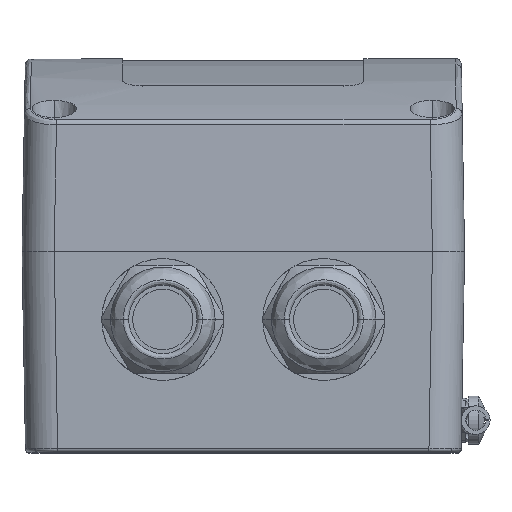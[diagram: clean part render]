
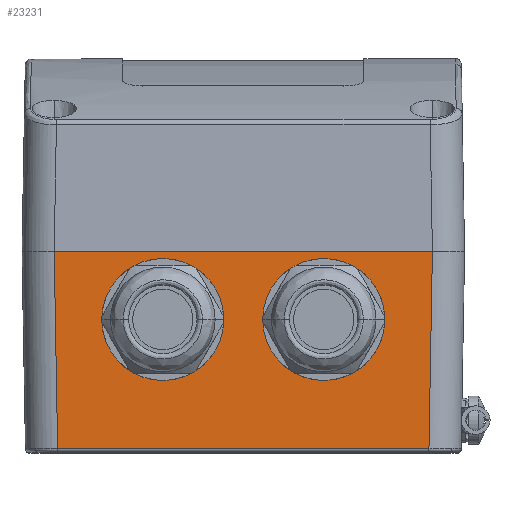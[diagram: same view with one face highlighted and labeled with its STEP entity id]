
A CAD part, top view. The second image highlights one B-rep face of the part: STEP entity #23231.
In plain terms, the highlighted planar face has unit normal (0, -0.018, 1).
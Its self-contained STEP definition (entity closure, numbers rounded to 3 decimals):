
#256 = CARTESIAN_POINT ( 'NONE',  ( -34.6, -17., 74.703 ) ) ;
#658 = VECTOR ( 'NONE', #2392, 1000. ) ;
#699 = EDGE_CURVE ( 'NONE', #24913, #20973, #22260, .T. ) ;
#885 = CARTESIAN_POINT ( 'NONE',  ( -18.377, -31.509, 74.45 ) ) ;
#1129 =( BOUNDED_CURVE ( )  B_SPLINE_CURVE ( 3, ( #20059, #21937, #21590, #23472 ),
 .UNSPECIFIED., .F., .T. ) 
 B_SPLINE_CURVE_WITH_KNOTS ( ( 4, 4 ),
 ( 3.253, 4.712 ),
 .UNSPECIFIED. ) 
 CURVE ( )  GEOMETRIC_REPRESENTATION_ITEM ( )  RATIONAL_B_SPLINE_CURVE ( ( 1., 0.83, 0.83, 1. ) ) 
 REPRESENTATION_ITEM ( '' )  );
#1433 =( BOUNDED_CURVE ( )  B_SPLINE_CURVE ( 3, ( #6482, #22417, #10376, #12504 ),
 .UNSPECIFIED., .F., .T. ) 
 B_SPLINE_CURVE_WITH_KNOTS ( ( 4, 4 ),
 ( 4.712, 7.854 ),
 .UNSPECIFIED. ) 
 CURVE ( )  GEOMETRIC_REPRESENTATION_ITEM ( )  RATIONAL_B_SPLINE_CURVE ( ( 1., 0.333, 0.333, 1. ) ) 
 REPRESENTATION_ITEM ( '' )  );
#1601 = ORIENTED_EDGE ( 'NONE', *, *, #6834, .F. ) ;
#1752 = VERTEX_POINT ( 'NONE', #15964 ) ;
#1822 = ORIENTED_EDGE ( 'NONE', *, *, #11397, .T. ) ;
#1850 = CARTESIAN_POINT ( 'NONE',  ( 46.146, -49.017, 74.144 ) ) ;
#1906 = CARTESIAN_POINT ( 'NONE',  ( -47.001, 0., 75. ) ) ;
#1912 = CARTESIAN_POINT ( 'NONE',  ( 46.146, -49.017, 74.144 ) ) ;
#1958 = ORIENTED_EDGE ( 'NONE', *, *, #18531, .T. ) ;
#2173 = CARTESIAN_POINT ( 'NONE',  ( 20., -31.509, 74.45 ) ) ;
#2392 = DIRECTION ( 'NONE',  ( -1., 0., 0. ) ) ;
#2674 = ORIENTED_EDGE ( 'NONE', *, *, #699, .F. ) ;
#3098 = CARTESIAN_POINT ( 'NONE',  ( -34.6, -17., 74.703 ) ) ;
#3491 = VERTEX_POINT ( 'NONE', #22756 ) ;
#3512 = CARTESIAN_POINT ( 'NONE',  ( 34.6, -24.815, 74.567 ) ) ;
#3641 = CARTESIAN_POINT ( 'NONE',  ( 34.6, -17., 74.703 ) ) ;
#3688 = CARTESIAN_POINT ( 'NONE',  ( -5.4, -17., 74.703 ) ) ;
#3698 = CARTESIAN_POINT ( 'NONE',  ( -47.001, 0., 75. ) ) ;
#3733 = EDGE_CURVE ( 'NONE', #6229, #1752, #16331, .T. ) ;
#3792 =( BOUNDED_CURVE ( )  B_SPLINE_CURVE ( 3, ( #4902, #10802, #20042, #885 ),
 .UNSPECIFIED., .F., .T. ) 
 B_SPLINE_CURVE_WITH_KNOTS ( ( 4, 4 ),
 ( 1.571, 3.03 ),
 .UNSPECIFIED. ) 
 CURVE ( )  GEOMETRIC_REPRESENTATION_ITEM ( )  RATIONAL_B_SPLINE_CURVE ( ( 1., 0.83, 0.83, 1. ) ) 
 REPRESENTATION_ITEM ( '' )  );
#3903 = CARTESIAN_POINT ( 'NONE',  ( 21.623, -31.509, 74.45 ) ) ;
#3995 = CARTESIAN_POINT ( 'NONE',  ( 5.4, -17., 74.703 ) ) ;
#4156 = CARTESIAN_POINT ( 'NONE',  ( -55., -49.017, 74.144 ) ) ;
#4271 = VERTEX_POINT ( 'NONE', #16770 ) ;
#4722 = VECTOR ( 'NONE', #5522, 1000. ) ;
#4723 = CARTESIAN_POINT ( 'NONE',  ( -55., 0., 75. ) ) ;
#4746 = VECTOR ( 'NONE', #20366, 1000. ) ;
#4902 = CARTESIAN_POINT ( 'NONE',  ( -5.4, -17., 74.703 ) ) ;
#5118 = FACE_BOUND ( 'NONE', #5974, .T. ) ;
#5522 = DIRECTION ( 'NONE',  ( 0.017, -1., -0.017 ) ) ;
#5667 = AXIS2_PLACEMENT_3D ( 'NONE', #4723, #8734, #23902 ) ;
#5823 = CARTESIAN_POINT ( 'NONE',  ( 10.61, -30.641, 74.465 ) ) ;
#5974 = EDGE_LOOP ( 'NONE', ( #10581, #1822, #1958, #14338 ) ) ;
#6229 = VERTEX_POINT ( 'NONE', #16365 ) ;
#6404 = EDGE_CURVE ( 'NONE', #1752, #3491, #21196, .T. ) ;
#6482 = CARTESIAN_POINT ( 'NONE',  ( 5.4, -17., 74.703 ) ) ;
#6834 = EDGE_CURVE ( 'NONE', #17180, #4271, #16050, .T. ) ;
#7538 = DIRECTION ( 'NONE',  ( 0.017, 1., 0.017 ) ) ;
#7787 = CARTESIAN_POINT ( 'NONE',  ( -34.6, 12.2, 75.213 ) ) ;
#7931 = VECTOR ( 'NONE', #19275, 1000. ) ;
#8734 = DIRECTION ( 'NONE',  ( 0., -0.017, 1. ) ) ;
#9721 = ORIENTED_EDGE ( 'NONE', *, *, #11214, .T. ) ;
#10376 = CARTESIAN_POINT ( 'NONE',  ( 34.6, 12.2, 75.213 ) ) ;
#10581 = ORIENTED_EDGE ( 'NONE', *, *, #13422, .T. ) ;
#10802 = CARTESIAN_POINT ( 'NONE',  ( -5.4, -24.815, 74.567 ) ) ;
#10943 = VERTEX_POINT ( 'NONE', #11854 ) ;
#10991 = CARTESIAN_POINT ( 'NONE',  ( -5.4, -17., 74.703 ) ) ;
#11035 = CARTESIAN_POINT ( 'NONE',  ( 47.001, 0., 75. ) ) ;
#11199 = CARTESIAN_POINT ( 'NONE',  ( -18.377, -31.509, 74.45 ) ) ;
#11214 = EDGE_CURVE ( 'NONE', #18447, #6229, #1433, .T. ) ;
#11263 =( BOUNDED_CURVE ( )  B_SPLINE_CURVE ( 3, ( #13634, #5823, #21362, #3995 ),
 .UNSPECIFIED., .F., .T. ) 
 B_SPLINE_CURVE_WITH_KNOTS ( ( 4, 4 ),
 ( 3.253, 4.712 ),
 .UNSPECIFIED. ) 
 CURVE ( )  GEOMETRIC_REPRESENTATION_ITEM ( )  RATIONAL_B_SPLINE_CURVE ( ( 1., 0.83, 0.83, 1. ) ) 
 REPRESENTATION_ITEM ( '' )  );
#11397 = EDGE_CURVE ( 'NONE', #10943, #19528, #1129, .T. ) ;
#11677 = ORIENTED_EDGE ( 'NONE', *, *, #23324, .T. ) ;
#11854 = CARTESIAN_POINT ( 'NONE',  ( -21.623, -31.509, 74.45 ) ) ;
#12063 = ORIENTED_EDGE ( 'NONE', *, *, #3733, .T. ) ;
#12504 = CARTESIAN_POINT ( 'NONE',  ( 34.6, -17., 74.703 ) ) ;
#13024 = CARTESIAN_POINT ( 'NONE',  ( 0., 0., 75. ) ) ;
#13422 = EDGE_CURVE ( 'NONE', #19871, #10943, #23309, .T. ) ;
#13568 = ORIENTED_EDGE ( 'NONE', *, *, #15621, .T. ) ;
#13634 = CARTESIAN_POINT ( 'NONE',  ( 18.377, -31.509, 74.45 ) ) ;
#14338 = ORIENTED_EDGE ( 'NONE', *, *, #24209, .T. ) ;
#14394 = FACE_BOUND ( 'NONE', #18193, .T. ) ;
#14693 = VECTOR ( 'NONE', #15491, 1000. ) ;
#15479 = CARTESIAN_POINT ( 'NONE',  ( -5.4, 12.2, 75.213 ) ) ;
#15491 = DIRECTION ( 'NONE',  ( -1., 0., 0. ) ) ;
#15621 = EDGE_CURVE ( 'NONE', #17180, #20973, #21318, .T. ) ;
#15964 = CARTESIAN_POINT ( 'NONE',  ( 21.623, -31.509, 74.45 ) ) ;
#16050 = LINE ( 'NONE', #4156, #658 ) ;
#16331 =( BOUNDED_CURVE ( )  B_SPLINE_CURVE ( 3, ( #3641, #3512, #24902, #3903 ),
 .UNSPECIFIED., .F., .T. ) 
 B_SPLINE_CURVE_WITH_KNOTS ( ( 4, 4 ),
 ( 1.571, 3.03 ),
 .UNSPECIFIED. ) 
 CURVE ( )  GEOMETRIC_REPRESENTATION_ITEM ( )  RATIONAL_B_SPLINE_CURVE ( ( 1., 0.83, 0.83, 1. ) ) 
 REPRESENTATION_ITEM ( '' )  );
#16365 = CARTESIAN_POINT ( 'NONE',  ( 34.6, -17., 74.703 ) ) ;
#16770 = CARTESIAN_POINT ( 'NONE',  ( -46.146, -49.017, 74.144 ) ) ;
#17180 = VERTEX_POINT ( 'NONE', #1850 ) ;
#17270 = VERTEX_POINT ( 'NONE', #10991 ) ;
#17371 = CARTESIAN_POINT ( 'NONE',  ( -20., -31.509, 74.45 ) ) ;
#18097 = PLANE ( 'NONE',  #5667 ) ;
#18130 = EDGE_LOOP ( 'NONE', ( #13568, #2674, #22946, #1601 ) ) ;
#18193 = EDGE_LOOP ( 'NONE', ( #24487, #11677, #9721, #12063 ) ) ;
#18357 = FACE_OUTER_BOUND ( 'NONE', #18130, .T. ) ;
#18447 = VERTEX_POINT ( 'NONE', #22188 ) ;
#18501 = EDGE_CURVE ( 'NONE', #24913, #4271, #19169, .T. ) ;
#18516 =( BOUNDED_CURVE ( )  B_SPLINE_CURVE ( 3, ( #256, #7787, #15479, #3688 ),
 .UNSPECIFIED., .F., .T. ) 
 B_SPLINE_CURVE_WITH_KNOTS ( ( 4, 4 ),
 ( 4.712, 7.854 ),
 .UNSPECIFIED. ) 
 CURVE ( )  GEOMETRIC_REPRESENTATION_ITEM ( )  RATIONAL_B_SPLINE_CURVE ( ( 1., 0.333, 0.333, 1. ) ) 
 REPRESENTATION_ITEM ( '' )  );
#18531 = EDGE_CURVE ( 'NONE', #19528, #17270, #18516, .T. ) ;
#19169 = LINE ( 'NONE', #1906, #4722 ) ;
#19275 = DIRECTION ( 'NONE',  ( -1., 0., 0. ) ) ;
#19528 = VERTEX_POINT ( 'NONE', #3098 ) ;
#19871 = VERTEX_POINT ( 'NONE', #11199 ) ;
#20042 = CARTESIAN_POINT ( 'NONE',  ( -10.61, -30.641, 74.465 ) ) ;
#20059 = CARTESIAN_POINT ( 'NONE',  ( -21.623, -31.509, 74.45 ) ) ;
#20366 = DIRECTION ( 'NONE',  ( 1., 0., 0. ) ) ;
#20973 = VERTEX_POINT ( 'NONE', #11035 ) ;
#21114 = VECTOR ( 'NONE', #7538, 1000. ) ;
#21196 = LINE ( 'NONE', #2173, #14693 ) ;
#21318 = LINE ( 'NONE', #1912, #21114 ) ;
#21362 = CARTESIAN_POINT ( 'NONE',  ( 5.4, -24.815, 74.567 ) ) ;
#21590 = CARTESIAN_POINT ( 'NONE',  ( -34.6, -24.815, 74.567 ) ) ;
#21937 = CARTESIAN_POINT ( 'NONE',  ( -29.39, -30.641, 74.465 ) ) ;
#22188 = CARTESIAN_POINT ( 'NONE',  ( 5.4, -17., 74.703 ) ) ;
#22260 = LINE ( 'NONE', #13024, #4746 ) ;
#22417 = CARTESIAN_POINT ( 'NONE',  ( 5.4, 12.2, 75.213 ) ) ;
#22756 = CARTESIAN_POINT ( 'NONE',  ( 18.377, -31.509, 74.45 ) ) ;
#22946 = ORIENTED_EDGE ( 'NONE', *, *, #18501, .T. ) ;
#23231 = ADVANCED_FACE ( 'NONE', ( #5118, #14394, #18357 ), #18097, .T. ) ;
#23309 = LINE ( 'NONE', #17371, #7931 ) ;
#23324 = EDGE_CURVE ( 'NONE', #3491, #18447, #11263, .T. ) ;
#23472 = CARTESIAN_POINT ( 'NONE',  ( -34.6, -17., 74.703 ) ) ;
#23902 = DIRECTION ( 'NONE',  ( 0., -1., -0.017 ) ) ;
#24209 = EDGE_CURVE ( 'NONE', #17270, #19871, #3792, .T. ) ;
#24487 = ORIENTED_EDGE ( 'NONE', *, *, #6404, .T. ) ;
#24902 = CARTESIAN_POINT ( 'NONE',  ( 29.39, -30.641, 74.465 ) ) ;
#24913 = VERTEX_POINT ( 'NONE', #3698 ) ;
